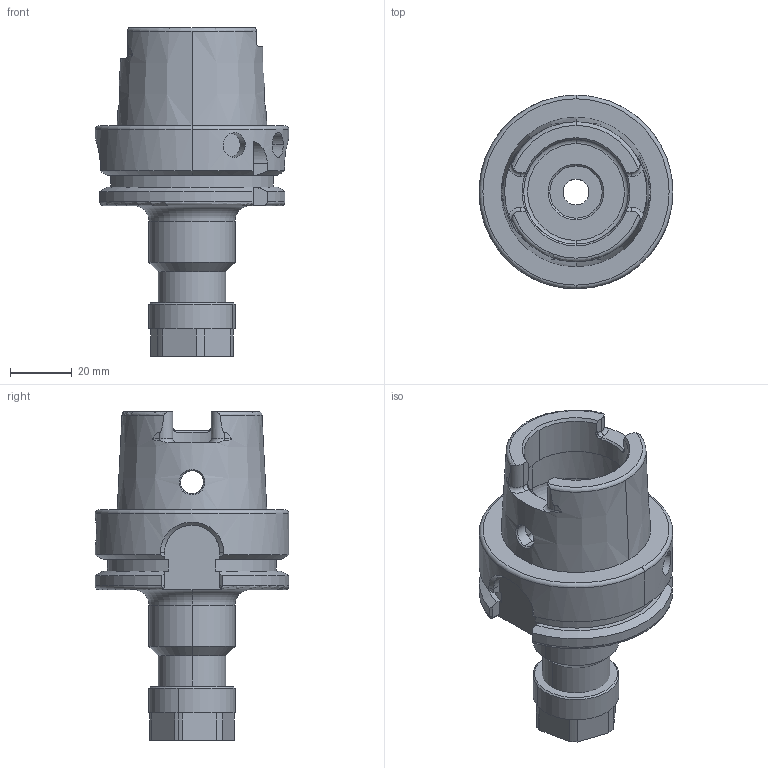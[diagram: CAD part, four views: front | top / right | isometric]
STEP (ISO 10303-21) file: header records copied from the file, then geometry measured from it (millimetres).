
FILE_DESCRIPTION (( 'STEP AP203' ), '1' );
FILE_NAME ('9163A-ER816075.STEP', '2023-03-10T13:10:13', ( '' ), ( '' ), 'SwSTEP 2.0', 'SolidWorks 2018', '' );
FILE_SCHEMA (( 'CONFIG_CONTROL_DESIGN' ));
Length unit declared in the file: millimetre
Products named in the file (4): HSKA63CCHER16075WW; 9163A-ER816075; NUTER16
Assembly tree (3 placements, depth 3):
  9163A-ER816075
    HSKA63CCHER16075WW
      HSKA63CCHER16075WW
      NUTER16
Bounding box: 63 x 63 x 107 mm (x, y, z)
Volume: 101163 mm3; surface area: 30081.4 mm2
Topology: 2 solids, 2 shells, 207 faces, 519 edges, 324 vertices
Faces by surface type: cylinder 68, plane 64, cone 36, torus 25, bspline 14
Entity records: 8066 total; most frequent: CARTESIAN_POINT 2810, ORIENTED_EDGE 1034, DIRECTION 1001, EDGE_CURVE 517, AXIS2_PLACEMENT_3D 404, VERTEX_POINT 324, EDGE_LOOP 225, ADVANCED_FACE 207
